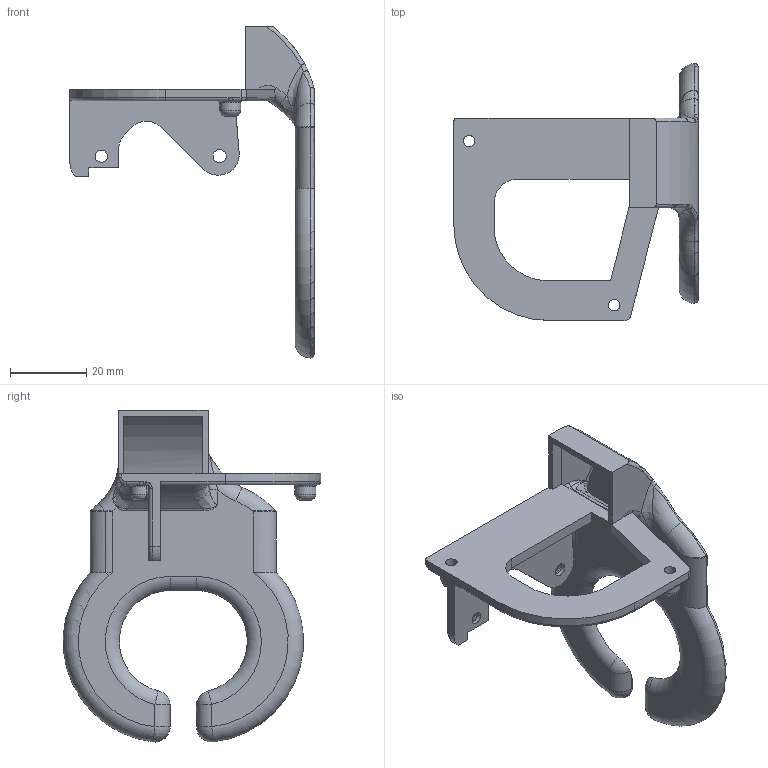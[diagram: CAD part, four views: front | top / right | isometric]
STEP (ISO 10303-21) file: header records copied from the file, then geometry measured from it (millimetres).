
FILE_DESCRIPTION(/* description */ (''),/* implementation_level */ '2;1');
FILE_NAME(/* name */ 'LeftHand.stp',/* time_stamp */ '2017-06-16T10:21:38-05:00',/* author */ (''),/* organization */ (''),/* preprocessor_version */ 'ST-DEVELOPER v16.13',/* originating_system */ 'Autodesk Translation Framework v6.1.1.50',/* authorisation */ '');
FILE_SCHEMA (('AUTOMOTIVE_DESIGN { 1 0 10303 214 3 1 1 }'));
Length unit declared in the file: millimetre
Products named in the file (1): FusionComponent
Bounding box: 64 x 67.42 x 86.97 mm (x, y, z)
Volume: 14466.9 mm3; surface area: 18655.7 mm2
Topology: 1 solids, 1 shells, 232 faces, 619 edges, 375 vertices
Faces by surface type: bspline 68, cylinder 56, plane 48, torus 48, sphere 8, cone 4
Full cylindrical faces by diameter (mm): 3 x2, 3.2 x1, 3.442 x1, 5 x2, 5.5 x1
Entity records: 9267 total; most frequent: CARTESIAN_POINT 3868, ORIENTED_EDGE 1192, DIRECTION 1048, EDGE_CURVE 596, AXIS2_PLACEMENT_3D 426, VERTEX_POINT 370, EDGE_LOOP 250, CIRCLE 236
